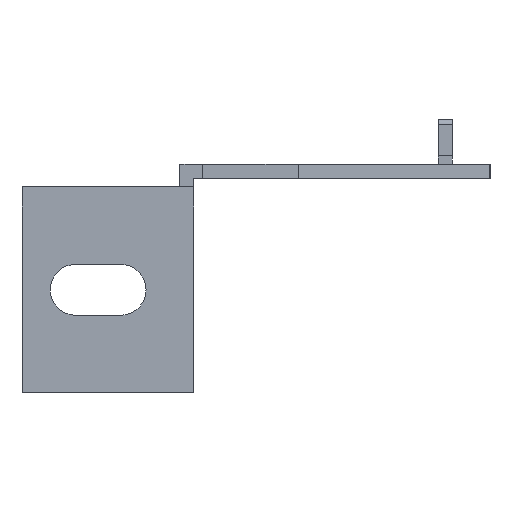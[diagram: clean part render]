
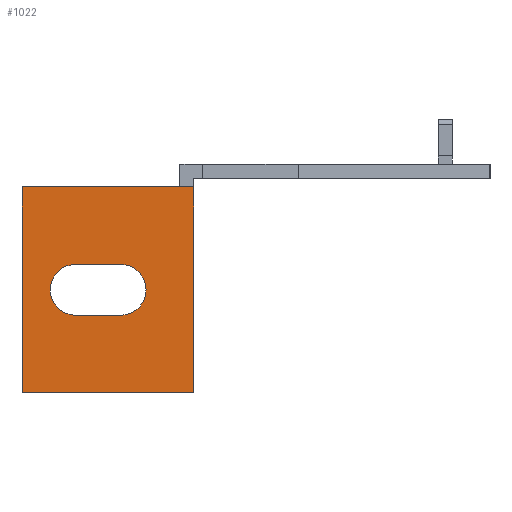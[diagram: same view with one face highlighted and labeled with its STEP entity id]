
A CAD part, left-side view. The second image highlights one B-rep face of the part: STEP entity #1022.
In plain terms, the highlighted planar face has unit normal (-1, 0, 0).
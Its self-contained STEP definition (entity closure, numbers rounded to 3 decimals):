
#10 = CARTESIAN_POINT ( 'NONE',  ( -253., -2.5, 18.25 ) ) ;
#17 = CARTESIAN_POINT ( 'NONE',  ( -253., 10.5, 4.5 ) ) ;
#130 = CARTESIAN_POINT ( 'NONE',  ( -253., 10.5, 4.5 ) ) ;
#135 = DIRECTION ( 'NONE',  ( 0., -1., 0. ) ) ;
#146 = VERTEX_POINT ( 'NONE', #3227 ) ;
#186 = CARTESIAN_POINT ( 'NONE',  ( -253., 1.5, -18.25 ) ) ;
#250 = EDGE_CURVE ( 'NONE', #1455, #1778, #2738, .T. ) ;
#310 = LINE ( 'NONE', #3149, #2394 ) ;
#320 = EDGE_CURVE ( 'NONE', #657, #1089, #1960, .T. ) ;
#365 = CARTESIAN_POINT ( 'NONE',  ( -253., 18.5, -4.5 ) ) ;
#392 = VERTEX_POINT ( 'NONE', #10 ) ;
#397 = VECTOR ( 'NONE', #1266, 1000. ) ;
#437 = LINE ( 'NONE', #1238, #397 ) ;
#563 = VECTOR ( 'NONE', #998, 1000. ) ;
#626 = LINE ( 'NONE', #964, #563 ) ;
#657 = VERTEX_POINT ( 'NONE', #3801 ) ;
#775 = EDGE_LOOP ( 'NONE', ( #3766, #1886, #1996, #2138 ) ) ;
#827 = VERTEX_POINT ( 'NONE', #2339 ) ;
#862 = VECTOR ( 'NONE', #2801, 1000. ) ;
#867 = LINE ( 'NONE', #3004, #862 ) ;
#964 = CARTESIAN_POINT ( 'NONE',  ( -253., 28., 18.25 ) ) ;
#982 = CARTESIAN_POINT ( 'NONE',  ( -253., 18.5, 4.5 ) ) ;
#998 = DIRECTION ( 'NONE',  ( 0., -1., 0. ) ) ;
#1015 = VECTOR ( 'NONE', #2171, 1000. ) ;
#1022 = ADVANCED_FACE ( 'NONE', ( #2990, #3040 ), #1813, .T. ) ;
#1071 = LINE ( 'NONE', #2134, #1015 ) ;
#1089 = VERTEX_POINT ( 'NONE', #1574 ) ;
#1139 = AXIS2_PLACEMENT_3D ( 'NONE', #1839, #1810, #1805 ) ;
#1238 = CARTESIAN_POINT ( 'NONE',  ( -253., 28., -18.25 ) ) ;
#1266 = DIRECTION ( 'NONE',  ( 0., -1., 0. ) ) ;
#1299 = VERTEX_POINT ( 'NONE', #17 ) ;
#1330 = EDGE_CURVE ( 'NONE', #1778, #1299, #2233, .T. ) ;
#1365 = VERTEX_POINT ( 'NONE', #186 ) ;
#1409 = EDGE_LOOP ( 'NONE', ( #2337, #2514, #2172, #3185, #2797, #2715 ) ) ;
#1442 = VECTOR ( 'NONE', #4145, 1000. ) ;
#1455 = VERTEX_POINT ( 'NONE', #365 ) ;
#1531 = LINE ( 'NONE', #3674, #1442 ) ;
#1574 = CARTESIAN_POINT ( 'NONE',  ( -253., 1.5, 18.25 ) ) ;
#1658 = EDGE_CURVE ( 'NONE', #1365, #146, #1071, .T. ) ;
#1778 = VERTEX_POINT ( 'NONE', #982 ) ;
#1781 = EDGE_CURVE ( 'NONE', #1089, #392, #626, .T. ) ;
#1805 = DIRECTION ( 'NONE',  ( 0., 0., -1. ) ) ;
#1810 = DIRECTION ( 'NONE',  ( -1., 0., 0. ) ) ;
#1813 = PLANE ( 'NONE',  #1139 ) ;
#1839 = CARTESIAN_POINT ( 'NONE',  ( -253., 28., 18.25 ) ) ;
#1847 = EDGE_CURVE ( 'NONE', #827, #1365, #437, .T. ) ;
#1877 = VECTOR ( 'NONE', #3459, 1000. ) ;
#1886 = ORIENTED_EDGE ( 'NONE', *, *, #3339, .T. ) ;
#1960 = LINE ( 'NONE', #2953, #1877 ) ;
#1996 = ORIENTED_EDGE ( 'NONE', *, *, #250, .T. ) ;
#2126 = VECTOR ( 'NONE', #135, 1000. ) ;
#2134 = CARTESIAN_POINT ( 'NONE',  ( -253., 0., -18.25 ) ) ;
#2138 = ORIENTED_EDGE ( 'NONE', *, *, #1330, .T. ) ;
#2152 = DIRECTION ( 'NONE',  ( 0., 0., -1. ) ) ;
#2162 = DIRECTION ( 'NONE',  ( 1., 0., 0. ) ) ;
#2171 = DIRECTION ( 'NONE',  ( 0., -1., 0. ) ) ;
#2172 = ORIENTED_EDGE ( 'NONE', *, *, #3123, .F. ) ;
#2198 = DIRECTION ( 'NONE',  ( 1., 0., 0. ) ) ;
#2233 = LINE ( 'NONE', #130, #2126 ) ;
#2337 = ORIENTED_EDGE ( 'NONE', *, *, #1847, .T. ) ;
#2339 = CARTESIAN_POINT ( 'NONE',  ( -253., 28., -18.25 ) ) ;
#2344 = CIRCLE ( 'NONE', #3127, 4.5 ) ;
#2394 = VECTOR ( 'NONE', #3461, 1000. ) ;
#2427 = EDGE_CURVE ( 'NONE', #657, #827, #867, .T. ) ;
#2514 = ORIENTED_EDGE ( 'NONE', *, *, #1658, .T. ) ;
#2715 = ORIENTED_EDGE ( 'NONE', *, *, #2427, .T. ) ;
#2733 = AXIS2_PLACEMENT_3D ( 'NONE', #4146, #2162, #2152 ) ;
#2738 = CIRCLE ( 'NONE', #2733, 4.5 ) ;
#2787 = DIRECTION ( 'NONE',  ( 0., 0., -1. ) ) ;
#2797 = ORIENTED_EDGE ( 'NONE', *, *, #320, .F. ) ;
#2801 = DIRECTION ( 'NONE',  ( 0., 0., -1. ) ) ;
#2953 = CARTESIAN_POINT ( 'NONE',  ( -253., 28., 18.25 ) ) ;
#2990 = FACE_BOUND ( 'NONE', #775, .T. ) ;
#3004 = CARTESIAN_POINT ( 'NONE',  ( -253., 28., 18.25 ) ) ;
#3040 = FACE_OUTER_BOUND ( 'NONE', #1409, .T. ) ;
#3047 = EDGE_CURVE ( 'NONE', #1299, #3213, #2344, .T. ) ;
#3123 = EDGE_CURVE ( 'NONE', #392, #146, #1531, .T. ) ;
#3127 = AXIS2_PLACEMENT_3D ( 'NONE', #4088, #2198, #2787 ) ;
#3149 = CARTESIAN_POINT ( 'NONE',  ( -253., 10.5, -4.5 ) ) ;
#3185 = ORIENTED_EDGE ( 'NONE', *, *, #1781, .F. ) ;
#3213 = VERTEX_POINT ( 'NONE', #3967 ) ;
#3227 = CARTESIAN_POINT ( 'NONE',  ( -253., -2.5, -18.25 ) ) ;
#3339 = EDGE_CURVE ( 'NONE', #3213, #1455, #310, .T. ) ;
#3459 = DIRECTION ( 'NONE',  ( 0., -1., 0. ) ) ;
#3461 = DIRECTION ( 'NONE',  ( 0., 1., 0. ) ) ;
#3674 = CARTESIAN_POINT ( 'NONE',  ( -253., -2.5, 18.25 ) ) ;
#3766 = ORIENTED_EDGE ( 'NONE', *, *, #3047, .T. ) ;
#3801 = CARTESIAN_POINT ( 'NONE',  ( -253., 28., 18.25 ) ) ;
#3967 = CARTESIAN_POINT ( 'NONE',  ( -253., 10.5, -4.5 ) ) ;
#4088 = CARTESIAN_POINT ( 'NONE',  ( -253., 10.5, 0. ) ) ;
#4145 = DIRECTION ( 'NONE',  ( 0., 0., -1. ) ) ;
#4146 = CARTESIAN_POINT ( 'NONE',  ( -253., 18.5, 0. ) ) ;
